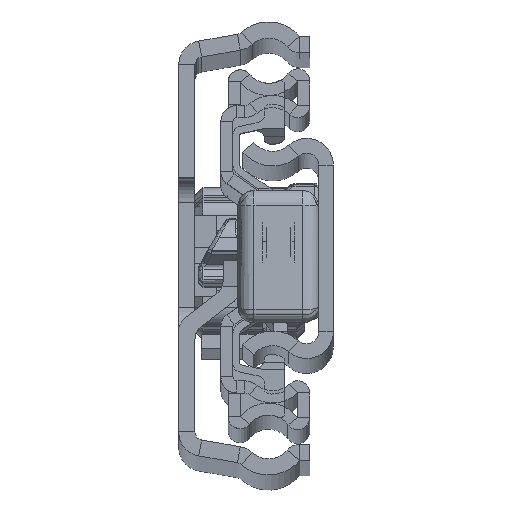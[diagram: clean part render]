
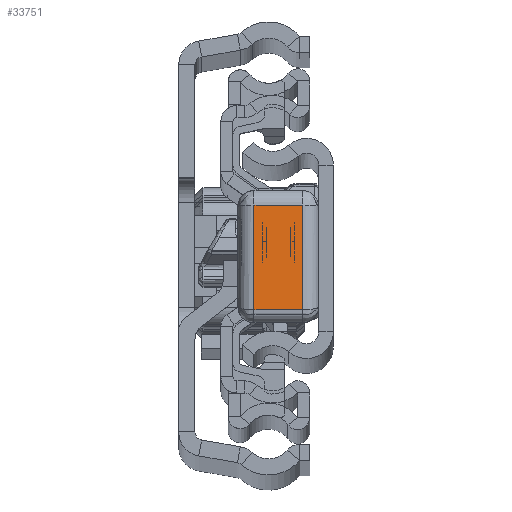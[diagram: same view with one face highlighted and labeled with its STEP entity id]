
A CAD part, top view. The second image highlights one B-rep face of the part: STEP entity #33751.
In plain terms, the highlighted face is planar.
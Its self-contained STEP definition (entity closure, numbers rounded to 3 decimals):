
#241 = LINE ( 'NONE', #46121, #44190 ) ;
#914 = DIRECTION ( 'NONE',  ( 0., 0., 1. ) ) ;
#3704 = EDGE_CURVE ( 'NONE', #56933, #7428, #36902, .T. ) ;
#7428 = VERTEX_POINT ( 'NONE', #25858 ) ;
#10143 = ORIENTED_EDGE ( 'NONE', *, *, #42541, .T. ) ;
#11840 = DIRECTION ( 'NONE',  ( 0., -1., 0. ) ) ;
#12106 = FACE_OUTER_BOUND ( 'NONE', #25268, .T. ) ;
#13106 = DIRECTION ( 'NONE',  ( 0., 0., -1. ) ) ;
#14420 = ORIENTED_EDGE ( 'NONE', *, *, #20380, .T. ) ;
#18680 = ORIENTED_EDGE ( 'NONE', *, *, #33238, .T. ) ;
#20380 = EDGE_CURVE ( 'NONE', #38218, #49070, #61965, .T. ) ;
#23229 = CARTESIAN_POINT ( 'NONE',  ( 39.636, 0., 5.5 ) ) ;
#24871 = CARTESIAN_POINT ( 'NONE',  ( 39.636, 0.361, 2. ) ) ;
#25268 = EDGE_LOOP ( 'NONE', ( #10143, #14420, #18680, #26107 ) ) ;
#25858 = CARTESIAN_POINT ( 'NONE',  ( 39.636, -12.609, 2. ) ) ;
#26107 = ORIENTED_EDGE ( 'NONE', *, *, #3704, .T. ) ;
#32491 = CARTESIAN_POINT ( 'NONE',  ( 39.636, -12.609, 5.5 ) ) ;
#33238 = EDGE_CURVE ( 'NONE', #49070, #56933, #46928, .T. ) ;
#33751 = ADVANCED_FACE ( 'NONE', ( #12106 ), #38443, .F. ) ;
#33961 = VECTOR ( 'NONE', #11840, 1000. ) ;
#36374 = CARTESIAN_POINT ( 'NONE',  ( 39.636, 0.361, 5.5 ) ) ;
#36902 = LINE ( 'NONE', #32491, #66310 ) ;
#38218 = VERTEX_POINT ( 'NONE', #24871 ) ;
#38443 = PLANE ( 'NONE',  #40299 ) ;
#40299 = AXIS2_PLACEMENT_3D ( 'NONE', #23229, #58638, #13106 ) ;
#42541 = EDGE_CURVE ( 'NONE', #7428, #38218, #241, .T. ) ;
#42885 = CARTESIAN_POINT ( 'NONE',  ( 39.636, 0., 8. ) ) ;
#43270 = DIRECTION ( 'NONE',  ( 0., 0., -1. ) ) ;
#44190 = VECTOR ( 'NONE', #66650, 1000. ) ;
#45945 = CARTESIAN_POINT ( 'NONE',  ( 39.636, -12.609, 8. ) ) ;
#46121 = CARTESIAN_POINT ( 'NONE',  ( 39.636, 0., 2. ) ) ;
#46928 = LINE ( 'NONE', #42885, #33961 ) ;
#47730 = CARTESIAN_POINT ( 'NONE',  ( 39.636, 0.361, 8. ) ) ;
#48642 = VECTOR ( 'NONE', #914, 1000. ) ;
#49070 = VERTEX_POINT ( 'NONE', #47730 ) ;
#56933 = VERTEX_POINT ( 'NONE', #45945 ) ;
#58638 = DIRECTION ( 'NONE',  ( -1., 0., 0. ) ) ;
#61965 = LINE ( 'NONE', #36374, #48642 ) ;
#66310 = VECTOR ( 'NONE', #43270, 1000. ) ;
#66650 = DIRECTION ( 'NONE',  ( 0., 1., 0. ) ) ;
